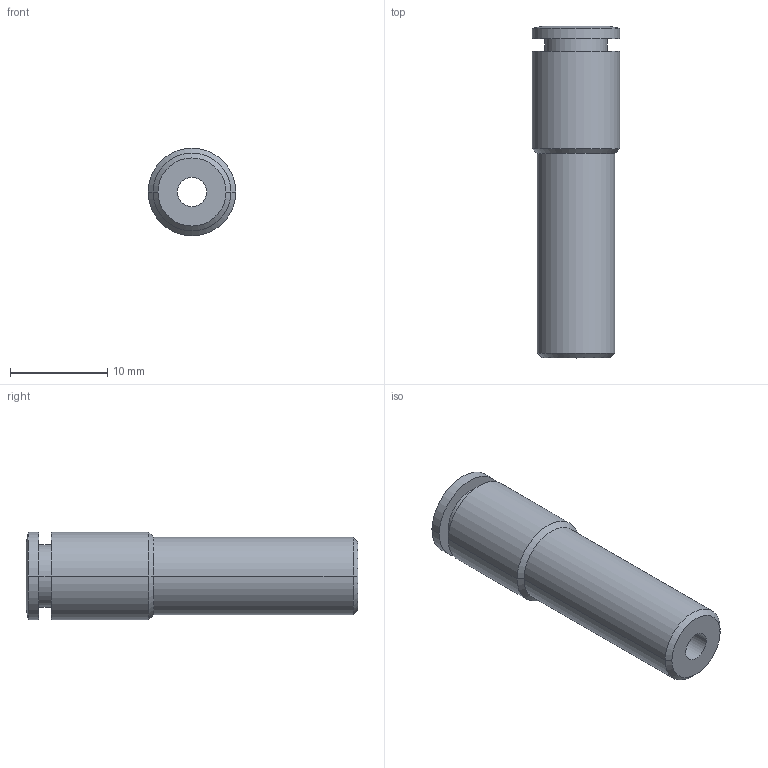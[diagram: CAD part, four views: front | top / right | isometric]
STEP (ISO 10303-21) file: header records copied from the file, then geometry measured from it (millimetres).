
FILE_DESCRIPTION((''),'2;1');
FILE_NAME('080804.stp','2003-05-26T16:50:18',('maffial1'),(''),'Autodesk Inventor (R) 6.0','Autodesk Inventor (R) 6.0','');
FILE_SCHEMA(('AUTOMOTIVE_DESIGN { 1 0 10303 214 1 1 1 1 }'));
Length unit declared in the file: millimetre
Products named in the file (1): 080804
Bounding box: 9 x 34.1 x 9 mm (x, y, z)
Volume: 1494.4 mm3; surface area: 1419.5 mm2
Topology: 1 solids, 1 shells, 23 faces, 46 edges, 28 vertices
Faces by surface type: cylinder 10, cone 6, plane 4, bspline 3
Entity records: 657 total; most frequent: CARTESIAN_POINT 135, DIRECTION 116, ORIENTED_EDGE 92, AXIS2_PLACEMENT_3D 49, EDGE_CURVE 46, VERTEX_POINT 28, CIRCLE 28, EDGE_LOOP 28
